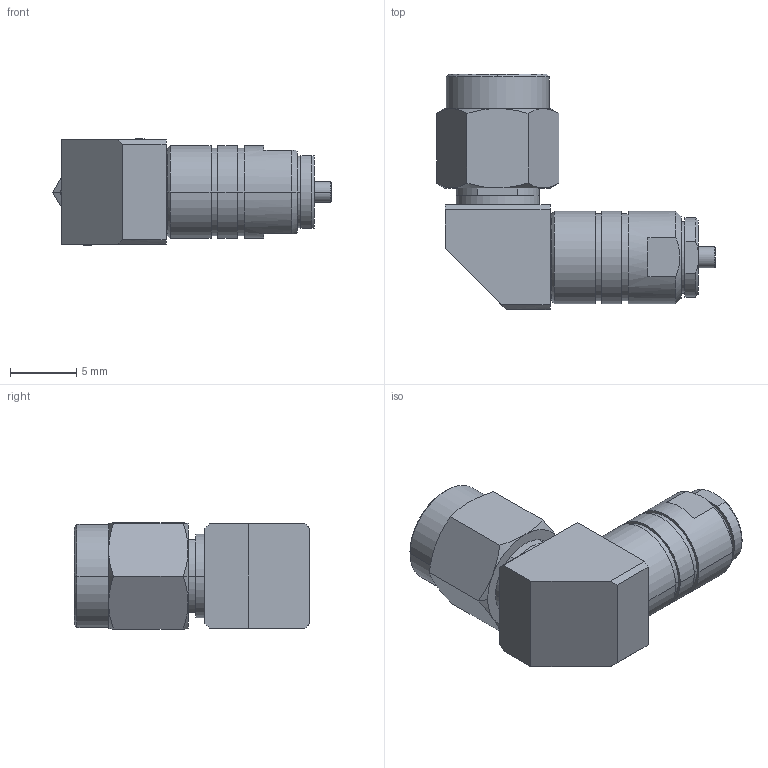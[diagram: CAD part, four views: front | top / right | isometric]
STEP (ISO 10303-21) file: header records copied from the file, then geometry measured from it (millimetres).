
FILE_DESCRIPTION (( 'STEP AP214' ), '1' );
FILE_NAME ('FMCN51272_3D.step', '2024-04-08T16:50:29', ( '' ), ( '' ), 'SwSTEP 2.0', 'SolidWorks 2022', '' );
FILE_SCHEMA (( 'AUTOMOTIVE_DESIGN' ));
Length unit declared in the file: inch
Products named in the file (4): k3200s-m034(2)^FMCN51272; K3200S-M047-BODY^k3200s-m034(2)_FMCN51272; FMCN51272_3D; ALS-K3K8-2-BODY^k3200s-m034(2)_FMCN51272
Assembly tree (3 placements, depth 3):
  FMCN51272_3D
    k3200s-m034(2)^FMCN51272
      K3200S-M047-BODY^k3200s-m034(2)_FMCN51272
      ALS-K3K8-2-BODY^k3200s-m034(2)_FMCN51272
Bounding box: 21.08 x 17.8 x 8.02 mm (x, y, z)
Volume: 1221.2 mm3; surface area: 1188.4 mm2
Topology: 2 solids, 2 shells, 134 faces, 292 edges, 180 vertices
Faces by surface type: cylinder 50, plane 43, cone 41
Entity records: 3960 total; most frequent: CARTESIAN_POINT 822, DIRECTION 682, ORIENTED_EDGE 584, EDGE_CURVE 292, AXIS2_PLACEMENT_3D 282, VERTEX_POINT 180, EDGE_LOOP 152, CIRCLE 141
